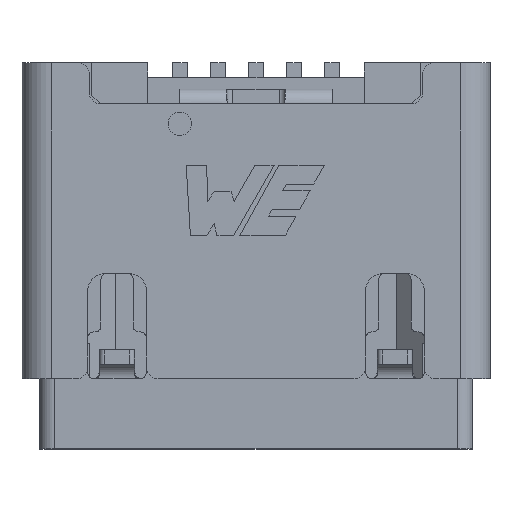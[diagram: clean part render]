
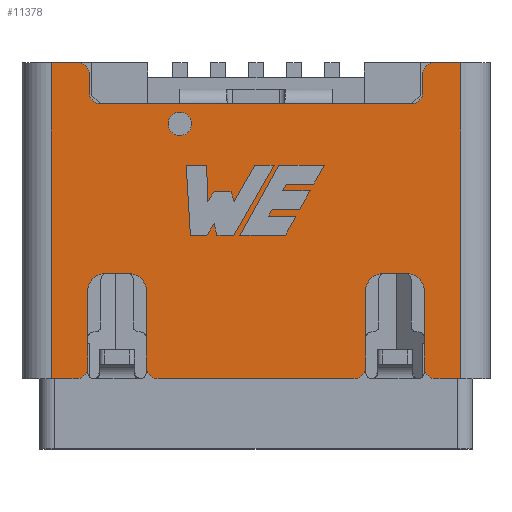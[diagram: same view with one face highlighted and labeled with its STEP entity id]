
A CAD part, top view. The second image highlights one B-rep face of the part: STEP entity #11378.
In plain terms, the highlighted planar face has unit normal (0, 0, 1).
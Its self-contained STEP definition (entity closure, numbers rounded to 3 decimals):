
#504=PLANE('',#12438);
#1042=FACE_OUTER_BOUND('',#1649,.T.);
#1649=EDGE_LOOP('',(#10208,#10209,#10210,#10211,#10212,#10213,#10214,#10215,
#10216,#10217,#10218,#10219,#10220,#10221,#10222,#10223,#10224,#10225,#10226,
#10227,#10228,#10229,#10230,#10231,#10232,#10233,#10234,#10235));
#2789=LINE('',#19254,#4057);
#2820=LINE('',#19341,#4088);
#2857=LINE('',#19447,#4125);
#2858=LINE('',#19450,#4126);
#2859=LINE('',#19452,#4127);
#2860=LINE('',#19456,#4128);
#2861=LINE('',#19460,#4129);
#2862=LINE('',#19464,#4130);
#2863=LINE('',#19468,#4131);
#2864=LINE('',#19472,#4132);
#2865=LINE('',#19476,#4133);
#2866=LINE('',#19480,#4134);
#2867=LINE('',#19484,#4135);
#2868=LINE('',#19485,#4136);
#2869=LINE('',#19489,#4137);
#2870=LINE('',#19493,#4138);
#4057=VECTOR('',#15084,1000.);
#4088=VECTOR('',#15151,1000.);
#4125=VECTOR('',#15240,1000.);
#4126=VECTOR('',#15243,1000.);
#4127=VECTOR('',#15244,1000.);
#4128=VECTOR('',#15247,1000.);
#4129=VECTOR('',#15250,1000.);
#4130=VECTOR('',#15253,1000.);
#4131=VECTOR('',#15256,1000.);
#4132=VECTOR('',#15259,1000.);
#4133=VECTOR('',#15262,1000.);
#4134=VECTOR('',#15265,1000.);
#4135=VECTOR('',#15268,1000.);
#4136=VECTOR('',#15269,1000.);
#4137=VECTOR('',#15272,1000.);
#4138=VECTOR('',#15275,1000.);
#4597=CIRCLE('',#12439,0.2);
#4598=CIRCLE('',#12440,0.2);
#4599=CIRCLE('',#12441,0.3);
#4600=CIRCLE('',#12442,0.3);
#4601=CIRCLE('',#12443,0.2);
#4602=CIRCLE('',#12444,0.2);
#4603=CIRCLE('',#12445,0.3);
#4604=CIRCLE('',#12446,0.3);
#4605=CIRCLE('',#12447,0.2);
#4606=CIRCLE('',#12448,0.2);
#4607=CIRCLE('',#12449,0.2);
#4608=CIRCLE('',#12450,0.2);
#5529=VERTEX_POINT('',#19251);
#5530=VERTEX_POINT('',#19253);
#5567=VERTEX_POINT('',#19338);
#5568=VERTEX_POINT('',#19340);
#5610=VERTEX_POINT('',#19445);
#5611=VERTEX_POINT('',#19446);
#5612=VERTEX_POINT('',#19449);
#5613=VERTEX_POINT('',#19451);
#5614=VERTEX_POINT('',#19453);
#5615=VERTEX_POINT('',#19455);
#5616=VERTEX_POINT('',#19457);
#5617=VERTEX_POINT('',#19459);
#5618=VERTEX_POINT('',#19461);
#5619=VERTEX_POINT('',#19463);
#5620=VERTEX_POINT('',#19465);
#5621=VERTEX_POINT('',#19467);
#5622=VERTEX_POINT('',#19469);
#5623=VERTEX_POINT('',#19471);
#5624=VERTEX_POINT('',#19473);
#5625=VERTEX_POINT('',#19475);
#5626=VERTEX_POINT('',#19477);
#5627=VERTEX_POINT('',#19479);
#5628=VERTEX_POINT('',#19481);
#5629=VERTEX_POINT('',#19483);
#5630=VERTEX_POINT('',#19486);
#5631=VERTEX_POINT('',#19488);
#5632=VERTEX_POINT('',#19490);
#5633=VERTEX_POINT('',#19492);
#7088=EDGE_CURVE('',#5529,#5530,#2789,.T.);
#7131=EDGE_CURVE('',#5567,#5568,#2820,.T.);
#7183=EDGE_CURVE('',#5610,#5611,#2857,.T.);
#7184=EDGE_CURVE('',#5611,#5530,#4597,.F.);
#7185=EDGE_CURVE('',#5529,#5612,#2858,.T.);
#7186=EDGE_CURVE('',#5612,#5613,#2859,.T.);
#7187=EDGE_CURVE('',#5613,#5614,#4598,.F.);
#7188=EDGE_CURVE('',#5614,#5615,#2860,.T.);
#7189=EDGE_CURVE('',#5615,#5616,#4599,.T.);
#7190=EDGE_CURVE('',#5616,#5617,#2861,.T.);
#7191=EDGE_CURVE('',#5617,#5618,#4600,.T.);
#7192=EDGE_CURVE('',#5618,#5619,#2862,.T.);
#7193=EDGE_CURVE('',#5619,#5620,#4601,.F.);
#7194=EDGE_CURVE('',#5620,#5621,#2863,.T.);
#7195=EDGE_CURVE('',#5621,#5622,#4602,.F.);
#7196=EDGE_CURVE('',#5622,#5623,#2864,.T.);
#7197=EDGE_CURVE('',#5623,#5624,#4603,.T.);
#7198=EDGE_CURVE('',#5624,#5625,#2865,.T.);
#7199=EDGE_CURVE('',#5625,#5626,#4604,.T.);
#7200=EDGE_CURVE('',#5626,#5627,#2866,.T.);
#7201=EDGE_CURVE('',#5627,#5628,#4605,.F.);
#7202=EDGE_CURVE('',#5628,#5629,#2867,.T.);
#7203=EDGE_CURVE('',#5568,#5629,#2868,.T.);
#7204=EDGE_CURVE('',#5567,#5630,#4606,.F.);
#7205=EDGE_CURVE('',#5630,#5631,#2869,.T.);
#7206=EDGE_CURVE('',#5631,#5632,#4607,.T.);
#7207=EDGE_CURVE('',#5632,#5633,#2870,.T.);
#7208=EDGE_CURVE('',#5633,#5610,#4608,.T.);
#10208=ORIENTED_EDGE('',*,*,#7183,.T.);
#10209=ORIENTED_EDGE('',*,*,#7184,.T.);
#10210=ORIENTED_EDGE('',*,*,#7088,.F.);
#10211=ORIENTED_EDGE('',*,*,#7185,.T.);
#10212=ORIENTED_EDGE('',*,*,#7186,.T.);
#10213=ORIENTED_EDGE('',*,*,#7187,.T.);
#10214=ORIENTED_EDGE('',*,*,#7188,.T.);
#10215=ORIENTED_EDGE('',*,*,#7189,.T.);
#10216=ORIENTED_EDGE('',*,*,#7190,.T.);
#10217=ORIENTED_EDGE('',*,*,#7191,.T.);
#10218=ORIENTED_EDGE('',*,*,#7192,.T.);
#10219=ORIENTED_EDGE('',*,*,#7193,.T.);
#10220=ORIENTED_EDGE('',*,*,#7194,.T.);
#10221=ORIENTED_EDGE('',*,*,#7195,.T.);
#10222=ORIENTED_EDGE('',*,*,#7196,.T.);
#10223=ORIENTED_EDGE('',*,*,#7197,.T.);
#10224=ORIENTED_EDGE('',*,*,#7198,.T.);
#10225=ORIENTED_EDGE('',*,*,#7199,.T.);
#10226=ORIENTED_EDGE('',*,*,#7200,.T.);
#10227=ORIENTED_EDGE('',*,*,#7201,.T.);
#10228=ORIENTED_EDGE('',*,*,#7202,.T.);
#10229=ORIENTED_EDGE('',*,*,#7203,.F.);
#10230=ORIENTED_EDGE('',*,*,#7131,.F.);
#10231=ORIENTED_EDGE('',*,*,#7204,.T.);
#10232=ORIENTED_EDGE('',*,*,#7205,.T.);
#10233=ORIENTED_EDGE('',*,*,#7206,.T.);
#10234=ORIENTED_EDGE('',*,*,#7207,.T.);
#10235=ORIENTED_EDGE('',*,*,#7208,.T.);
#11378=ADVANCED_FACE('',(#1042),#504,.F.);
#12438=AXIS2_PLACEMENT_3D('',#19444,#15238,#15239);
#12439=AXIS2_PLACEMENT_3D('',#19448,#15241,#15242);
#12440=AXIS2_PLACEMENT_3D('',#19454,#15245,#15246);
#12441=AXIS2_PLACEMENT_3D('',#19458,#15248,#15249);
#12442=AXIS2_PLACEMENT_3D('',#19462,#15251,#15252);
#12443=AXIS2_PLACEMENT_3D('',#19466,#15254,#15255);
#12444=AXIS2_PLACEMENT_3D('',#19470,#15257,#15258);
#12445=AXIS2_PLACEMENT_3D('',#19474,#15260,#15261);
#12446=AXIS2_PLACEMENT_3D('',#19478,#15263,#15264);
#12447=AXIS2_PLACEMENT_3D('',#19482,#15266,#15267);
#12448=AXIS2_PLACEMENT_3D('',#19487,#15270,#15271);
#12449=AXIS2_PLACEMENT_3D('',#19491,#15273,#15274);
#12450=AXIS2_PLACEMENT_3D('',#19494,#15276,#15277);
#15084=DIRECTION('',(1.,0.,0.));
#15151=DIRECTION('',(1.,0.,0.));
#15238=DIRECTION('center_axis',(0.,0.,-1.));
#15239=DIRECTION('ref_axis',(-1.,0.,0.));
#15240=DIRECTION('',(0.,1.,0.));
#15241=DIRECTION('center_axis',(0.,0.,-1.));
#15242=DIRECTION('ref_axis',(-1.,0.,0.));
#15243=DIRECTION('',(0.,-1.,0.));
#15244=DIRECTION('',(1.,0.,0.));
#15245=DIRECTION('center_axis',(0.,0.,-1.));
#15246=DIRECTION('ref_axis',(-1.,0.,0.));
#15247=DIRECTION('',(0.,1.,0.));
#15248=DIRECTION('center_axis',(0.,0.,-1.));
#15249=DIRECTION('ref_axis',(-1.,0.,0.));
#15250=DIRECTION('',(1.,0.,0.));
#15251=DIRECTION('center_axis',(0.,0.,-1.));
#15252=DIRECTION('ref_axis',(-1.,0.,0.));
#15253=DIRECTION('',(0.,-1.,0.));
#15254=DIRECTION('center_axis',(0.,0.,-1.));
#15255=DIRECTION('ref_axis',(-1.,0.,0.));
#15256=DIRECTION('',(1.,0.,0.));
#15257=DIRECTION('center_axis',(0.,0.,-1.));
#15258=DIRECTION('ref_axis',(-1.,0.,0.));
#15259=DIRECTION('',(0.,1.,0.));
#15260=DIRECTION('center_axis',(0.,0.,-1.));
#15261=DIRECTION('ref_axis',(-1.,0.,0.));
#15262=DIRECTION('',(1.,0.,0.));
#15263=DIRECTION('center_axis',(0.,0.,-1.));
#15264=DIRECTION('ref_axis',(-1.,0.,0.));
#15265=DIRECTION('',(0.,-1.,0.));
#15266=DIRECTION('center_axis',(0.,0.,-1.));
#15267=DIRECTION('ref_axis',(-1.,0.,0.));
#15268=DIRECTION('',(1.,0.,0.));
#15269=DIRECTION('',(0.,-1.,0.));
#15270=DIRECTION('center_axis',(0.,0.,-1.));
#15271=DIRECTION('ref_axis',(-1.,0.,0.));
#15272=DIRECTION('',(0.,-1.,0.));
#15273=DIRECTION('center_axis',(0.,0.,-1.));
#15274=DIRECTION('ref_axis',(-1.,0.,0.));
#15275=DIRECTION('',(-1.,0.,0.));
#15276=DIRECTION('center_axis',(0.,0.,-1.));
#15277=DIRECTION('ref_axis',(-1.,0.,0.));
#19251=CARTESIAN_POINT('',(-3.5,2.7,1.45));
#19253=CARTESIAN_POINT('',(-3.05,2.7,1.45));
#19254=CARTESIAN_POINT('',(-3.5,2.7,1.45));
#19338=CARTESIAN_POINT('',(3.05,2.7,1.45));
#19340=CARTESIAN_POINT('',(3.5,2.7,1.45));
#19341=CARTESIAN_POINT('',(-3.5,2.7,1.45));
#19444=CARTESIAN_POINT('Origin',(-3.5,2.7,1.45));
#19445=CARTESIAN_POINT('',(-2.85,2.2,1.45));
#19446=CARTESIAN_POINT('',(-2.85,2.5,1.45));
#19447=CARTESIAN_POINT('',(-2.85,2.,1.45));
#19448=CARTESIAN_POINT('Origin',(-3.05,2.5,1.45));
#19449=CARTESIAN_POINT('',(-3.5,-2.7,1.45));
#19450=CARTESIAN_POINT('',(-3.5,2.7,1.45));
#19451=CARTESIAN_POINT('',(-3.075,-2.7,1.45));
#19452=CARTESIAN_POINT('',(-3.5,-2.7,1.45));
#19453=CARTESIAN_POINT('',(-2.875,-2.5,1.45));
#19454=CARTESIAN_POINT('Origin',(-3.075,-2.5,1.45));
#19455=CARTESIAN_POINT('',(-2.875,-1.2,1.45));
#19456=CARTESIAN_POINT('',(-2.875,-2.7,1.45));
#19457=CARTESIAN_POINT('',(-2.575,-0.9,1.45));
#19458=CARTESIAN_POINT('Origin',(-2.575,-1.2,1.45));
#19459=CARTESIAN_POINT('',(-2.175,-0.9,1.45));
#19460=CARTESIAN_POINT('',(-2.875,-0.9,1.45));
#19461=CARTESIAN_POINT('',(-1.875,-1.2,1.45));
#19462=CARTESIAN_POINT('Origin',(-2.175,-1.2,1.45));
#19463=CARTESIAN_POINT('',(-1.875,-2.5,1.45));
#19464=CARTESIAN_POINT('',(-1.875,-0.9,1.45));
#19465=CARTESIAN_POINT('',(-1.675,-2.7,1.45));
#19466=CARTESIAN_POINT('Origin',(-1.675,-2.5,1.45));
#19467=CARTESIAN_POINT('',(1.675,-2.7,1.45));
#19468=CARTESIAN_POINT('',(-3.5,-2.7,1.45));
#19469=CARTESIAN_POINT('',(1.875,-2.5,1.45));
#19470=CARTESIAN_POINT('Origin',(1.675,-2.5,1.45));
#19471=CARTESIAN_POINT('',(1.875,-1.2,1.45));
#19472=CARTESIAN_POINT('',(1.875,-2.7,1.45));
#19473=CARTESIAN_POINT('',(2.175,-0.9,1.45));
#19474=CARTESIAN_POINT('Origin',(2.175,-1.2,1.45));
#19475=CARTESIAN_POINT('',(2.575,-0.9,1.45));
#19476=CARTESIAN_POINT('',(1.875,-0.9,1.45));
#19477=CARTESIAN_POINT('',(2.875,-1.2,1.45));
#19478=CARTESIAN_POINT('Origin',(2.575,-1.2,1.45));
#19479=CARTESIAN_POINT('',(2.875,-2.5,1.45));
#19480=CARTESIAN_POINT('',(2.875,-0.9,1.45));
#19481=CARTESIAN_POINT('',(3.075,-2.7,1.45));
#19482=CARTESIAN_POINT('Origin',(3.075,-2.5,1.45));
#19483=CARTESIAN_POINT('',(3.5,-2.7,1.45));
#19484=CARTESIAN_POINT('',(-3.5,-2.7,1.45));
#19485=CARTESIAN_POINT('',(3.5,2.7,1.45));
#19486=CARTESIAN_POINT('',(2.85,2.5,1.45));
#19487=CARTESIAN_POINT('Origin',(3.05,2.5,1.45));
#19488=CARTESIAN_POINT('',(2.85,2.2,1.45));
#19489=CARTESIAN_POINT('',(2.85,2.7,1.45));
#19490=CARTESIAN_POINT('',(2.65,2.,1.45));
#19491=CARTESIAN_POINT('Origin',(2.65,2.2,1.45));
#19492=CARTESIAN_POINT('',(-2.65,2.,1.45));
#19493=CARTESIAN_POINT('',(2.85,2.,1.45));
#19494=CARTESIAN_POINT('Origin',(-2.65,2.2,1.45));
